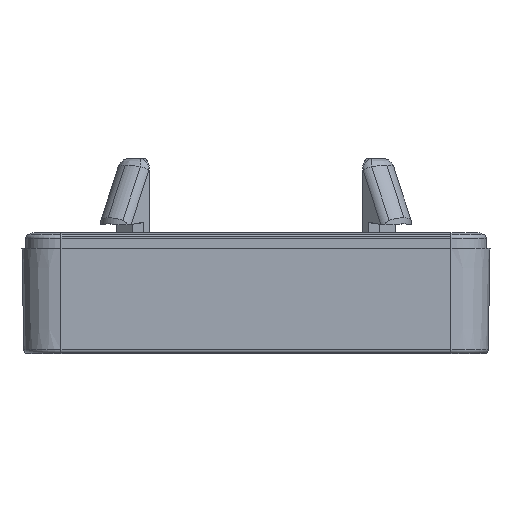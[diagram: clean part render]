
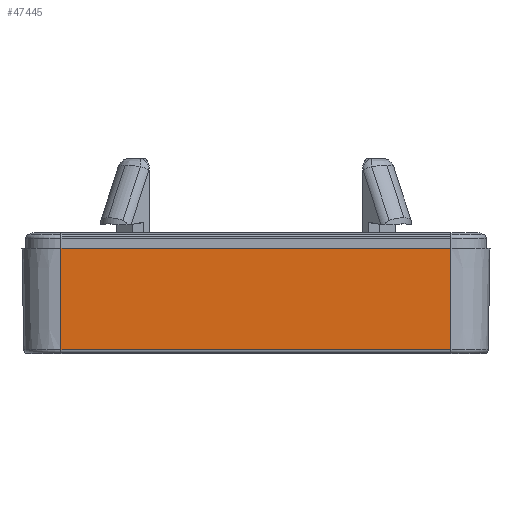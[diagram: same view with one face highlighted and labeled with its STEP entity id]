
A CAD part, left-side view. The second image highlights one B-rep face of the part: STEP entity #47445.
In plain terms, the highlighted planar face has unit normal (-1, 0, -0.018).
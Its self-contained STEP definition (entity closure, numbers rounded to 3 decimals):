
#3682 = ORIENTED_EDGE ( 'NONE', *, *, #14234, .T. ) ;
#7723 = DIRECTION ( 'NONE',  ( 0., -1., 0. ) ) ;
#10142 = VECTOR ( 'NONE', #7723, 1000. ) ;
#14234 = EDGE_CURVE ( 'NONE', #30855, #89765, #92022, .T. ) ;
#16749 = ORIENTED_EDGE ( 'NONE', *, *, #44754, .F. ) ;
#21839 = LINE ( 'NONE', #95826, #76444 ) ;
#21874 = ORIENTED_EDGE ( 'NONE', *, *, #80465, .F. ) ;
#26865 = DIRECTION ( 'NONE',  ( 0., 1., 0. ) ) ;
#30855 = VERTEX_POINT ( 'NONE', #82986 ) ;
#32174 = EDGE_LOOP ( 'NONE', ( #21874, #100873, #16749, #3682 ) ) ;
#44754 = EDGE_CURVE ( 'NONE', #30855, #52468, #56284, .T. ) ;
#45010 = CARTESIAN_POINT ( 'NONE',  ( -73.773, -25., -13.009 ) ) ;
#46648 = DIRECTION ( 'NONE',  ( 0., -1., 0. ) ) ;
#47445 = ADVANCED_FACE ( 'NONE', ( #86876 ), #71177, .F. ) ;
#48822 = DIRECTION ( 'NONE',  ( 0.017, 0., -1. ) ) ;
#52468 = VERTEX_POINT ( 'NONE', #82720 ) ;
#55501 = CARTESIAN_POINT ( 'NONE',  ( -73.773, -25., -13.009 ) ) ;
#56284 = LINE ( 'NONE', #88160, #10142 ) ;
#62680 = CARTESIAN_POINT ( 'NONE',  ( -73.773, 25., -13.009 ) ) ;
#66570 = LINE ( 'NONE', #45010, #76653 ) ;
#71177 = PLANE ( 'NONE',  #75372 ) ;
#75372 = AXIS2_PLACEMENT_3D ( 'NONE', #103064, #96234, #46648 ) ;
#76444 = VECTOR ( 'NONE', #48822, 1000. ) ;
#76653 = VECTOR ( 'NONE', #26865, 1000. ) ;
#76681 = VECTOR ( 'NONE', #77889, 1000. ) ;
#77889 = DIRECTION ( 'NONE',  ( 0.017, 0., -1. ) ) ;
#78796 = EDGE_CURVE ( 'NONE', #52468, #86989, #21839, .T. ) ;
#80465 = EDGE_CURVE ( 'NONE', #86989, #89765, #66570, .T. ) ;
#82720 = CARTESIAN_POINT ( 'NONE',  ( -74., -25., 0. ) ) ;
#82986 = CARTESIAN_POINT ( 'NONE',  ( -74., 25., 0. ) ) ;
#85761 = CARTESIAN_POINT ( 'NONE',  ( -74., 25., 0. ) ) ;
#86876 = FACE_OUTER_BOUND ( 'NONE', #32174, .T. ) ;
#86989 = VERTEX_POINT ( 'NONE', #55501 ) ;
#88160 = CARTESIAN_POINT ( 'NONE',  ( -74., 25., 0. ) ) ;
#89765 = VERTEX_POINT ( 'NONE', #62680 ) ;
#92022 = LINE ( 'NONE', #85761, #76681 ) ;
#95826 = CARTESIAN_POINT ( 'NONE',  ( -74., -25., 0. ) ) ;
#96234 = DIRECTION ( 'NONE',  ( 1., 0., 0.017 ) ) ;
#100873 = ORIENTED_EDGE ( 'NONE', *, *, #78796, .F. ) ;
#103064 = CARTESIAN_POINT ( 'NONE',  ( -74., 25., 0. ) ) ;
